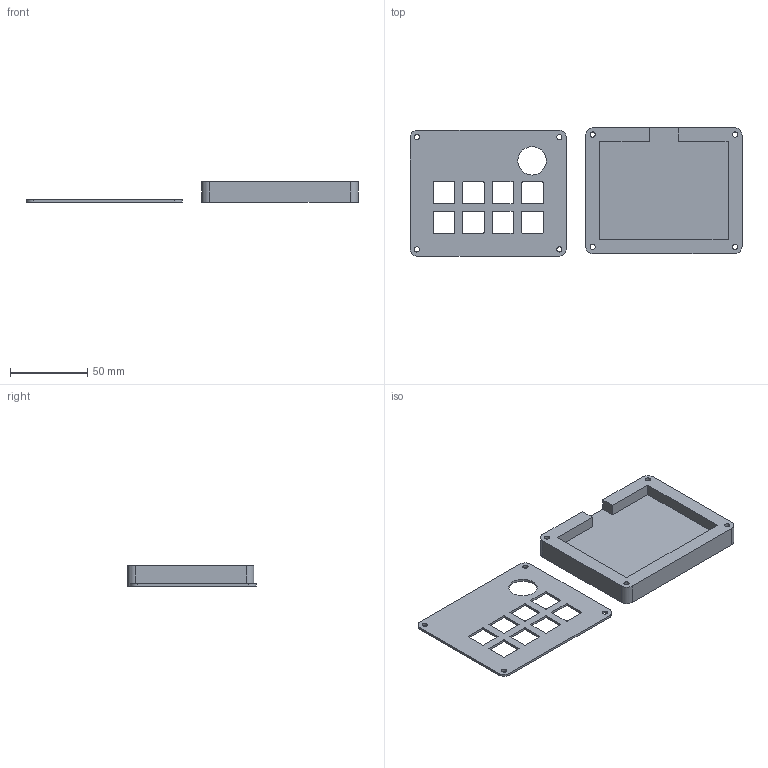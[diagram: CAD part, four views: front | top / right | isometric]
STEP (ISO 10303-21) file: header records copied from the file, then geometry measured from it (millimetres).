
FILE_DESCRIPTION(/* description */ (''),/* implementation_level */ '2;1');
FILE_NAME(/* name */ 'macropad-base-final.step',/* time_stamp */ '2025-11-29T22:10:48-08:00',/* author */ (''),/* organization */ (''),/* preprocessor_version */ 'ST-DEVELOPER v20.1',/* originating_system */ 'Autodesk Translation Framework v14.17.0.0',/* authorisation */ '');
FILE_SCHEMA (('AUTOMOTIVE_DESIGN { 1 0 10303 214 3 1 1 }'));
Length unit declared in the file: millimetre
Products named in the file (3): 2025-11-26-12-24-32-874; 2025-11-26-12-37-18-999; 2025-11-26-16-11-28-952
Assembly tree (1 placements, depth 2):
  2025-11-26-12-24-32-874
    2025-11-26-16-11-28-952
  2025-11-26-12-37-18-999
Bounding box: 214.23 x 83.06 x 13 mm (x, y, z)
Volume: 74647.3 mm3; surface area: 37752.5 mm2
Topology: 2 solids, 2 shells, 625 faces, 1773 edges, 1182 vertices
Faces by surface type: bspline 389, plane 183, cylinder 53
Full cylindrical faces by diameter (mm): 3.4 x8, 6 x4, 18.3 x1
Entity records: 23996 total; most frequent: CARTESIAN_POINT 10198, ORIENTED_EDGE 3546, EDGE_CURVE 1773, DIRECTION 1583, VERTEX_POINT 1182, LINE 889, VECTOR 889, B_SPLINE_CURVE_WITH_KNOTS 778
